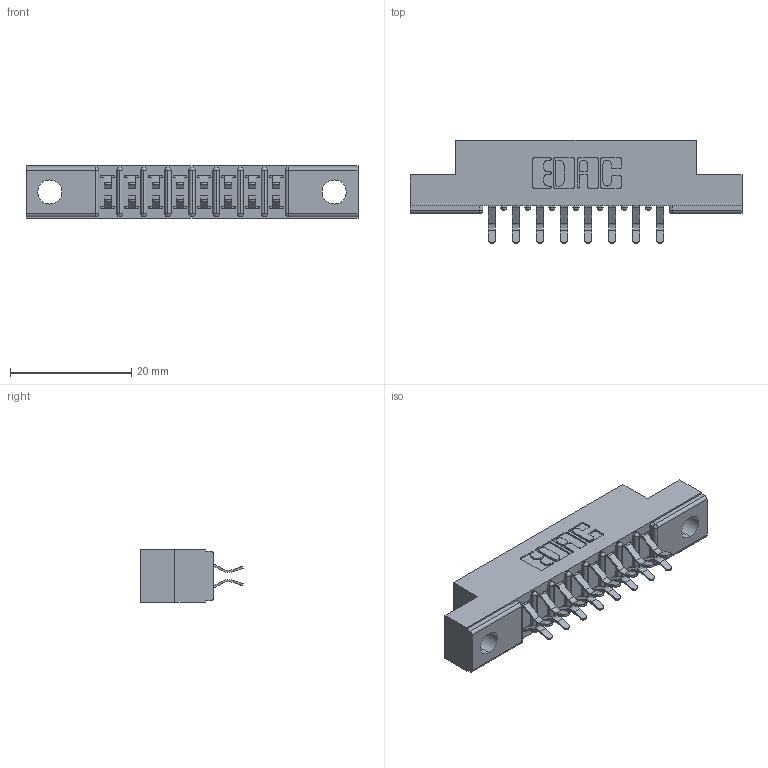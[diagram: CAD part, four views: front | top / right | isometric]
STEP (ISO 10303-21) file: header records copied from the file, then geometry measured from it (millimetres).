
FILE_DESCRIPTION (( 'STEP AP203' ), '1' );
FILE_NAME ('307-016-556-204.STEP', '2019-09-05T19:28:06', ( '' ), ( '' ), 'SwSTEP 2.0', 'SolidWorks 2016', '' );
FILE_SCHEMA (( 'CONFIG_CONTROL_DESIGN' ));
Length unit declared in the file: inch
Products named in the file (3): 307-016-556-204; 307-290-001_556; 307 Part_.156 Dia Mounting Holes
Assembly tree (17 placements, depth 2):
  307-016-556-204
    307 Part_.156 Dia Mounting Holes
    307-290-001_556  x16
Bounding box: 54.71 x 16.97 x 8.71 mm (x, y, z)
Volume: 3471.4 mm3; surface area: 5273.8 mm2
Topology: 17 solids, 17 shells, 941 faces, 2631 edges, 1706 vertices
Faces by surface type: plane 612, cylinder 311, sphere 18
Entity records: 11828 total; most frequent: CARTESIAN_POINT 1950, ORIENTED_EDGE 1926, DIRECTION 1917, EDGE_CURVE 963, LINE 731, VECTOR 731, VERTEX_POINT 626, AXIS2_PLACEMENT_3D 593
